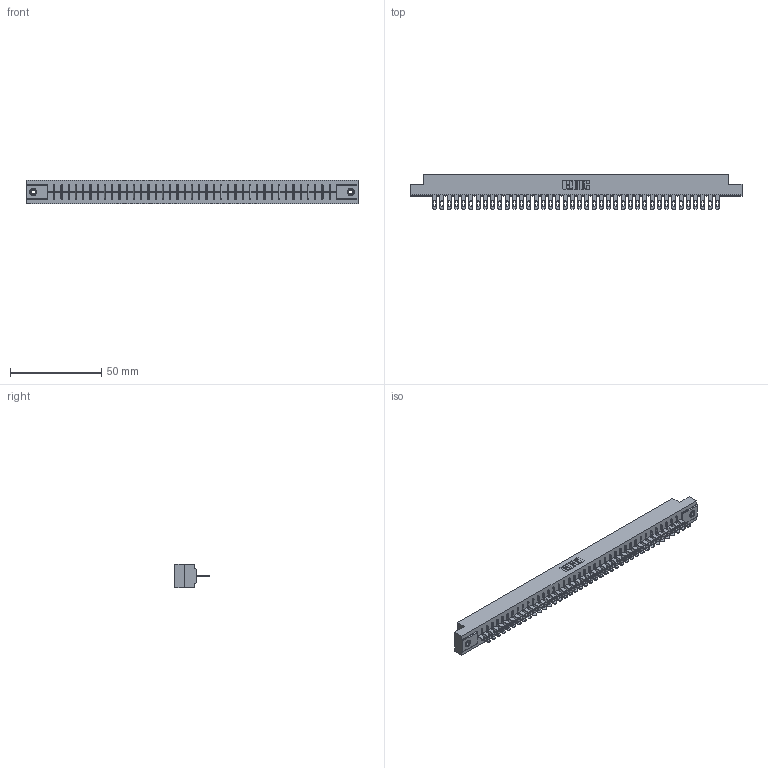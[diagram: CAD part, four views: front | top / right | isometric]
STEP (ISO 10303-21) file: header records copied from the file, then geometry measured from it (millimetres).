
FILE_DESCRIPTION (( 'STEP AP203' ), '1' );
FILE_NAME ('306-040-500-108.STEP', '2019-09-12T00:19:47', ( '' ), ( '' ), 'SwSTEP 2.0', 'SolidWorks 2016', '' );
FILE_SCHEMA (( 'CONFIG_CONTROL_DESIGN' ));
Length unit declared in the file: inch
Products named in the file (4): 306-290-001_100; 345-250-001_345-250-003-102; 306 Part_.156 Dia; 306-040-500-108
Assembly tree (43 placements, depth 2):
  306-040-500-108
    306 Part_.156 Dia
    306-290-001_100  x40
    345-250-001_345-250-003-102  x2
Bounding box: 181.51 x 18.87 x 12.7 mm (x, y, z)
Volume: 20176.5 mm3; surface area: 21418.1 mm2
Topology: 43 solids, 43 shells, 3216 faces, 9052 edges, 5812 vertices
Faces by surface type: plane 2100, cylinder 940, sphere 160, cone 12, torus 4
Entity records: 38910 total; most frequent: CARTESIAN_POINT 6514, ORIENTED_EDGE 6452, DIRECTION 6432, EDGE_CURVE 3226, LINE 2520, VECTOR 2520, VERTEX_POINT 2038, AXIS2_PLACEMENT_3D 1956
